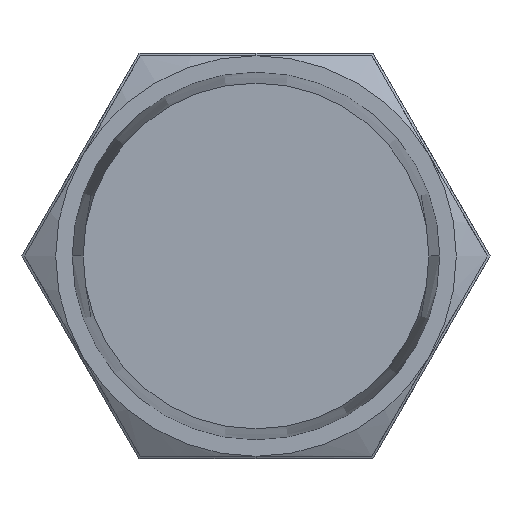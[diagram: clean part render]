
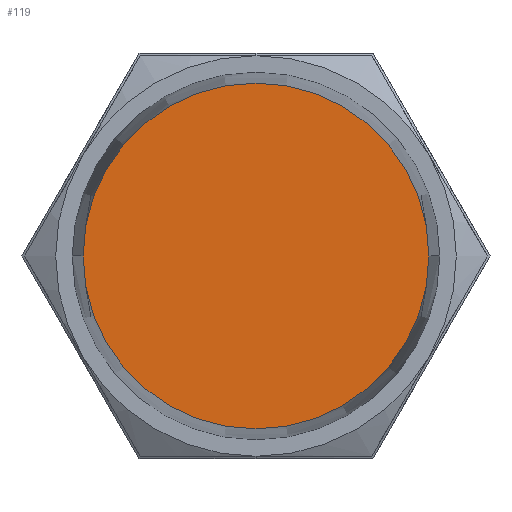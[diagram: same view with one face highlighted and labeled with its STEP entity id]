
A CAD part, front view. The second image highlights one B-rep face of the part: STEP entity #119.
In plain terms, the highlighted planar face has unit normal (0, -1, 0).
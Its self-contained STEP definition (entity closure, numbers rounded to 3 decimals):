
#69 = EDGE_CURVE ( 'NONE', #103, #104, #536, .T. ) ;
#88 = EDGE_CURVE ( 'NONE', #104, #103, #709, .T. ) ;
#103 = VERTEX_POINT ( 'NONE', #659 ) ;
#104 = VERTEX_POINT ( 'NONE', #598 ) ;
#118 = ORIENTED_EDGE ( 'NONE', *, *, #88, .F. ) ;
#119 = ADVANCED_FACE ( 'NONE', ( #588 ), #587, .T. ) ;
#120 = ORIENTED_EDGE ( 'NONE', *, *, #69, .F. ) ;
#210 = EDGE_LOOP ( 'NONE', ( #120, #118 ) ) ;
#521 = CARTESIAN_POINT ( 'NONE',  ( 0., -50.528, 0. ) ) ;
#536 = CIRCLE ( 'NONE', #673, 9.48 ) ;
#567 = CARTESIAN_POINT ( 'NONE',  ( 0., -50.528, 0. ) ) ;
#568 = AXIS2_PLACEMENT_3D ( 'NONE', #567, #627, #626 ) ;
#587 = PLANE ( 'NONE',  #568 ) ;
#588 = FACE_OUTER_BOUND ( 'NONE', #210, .T. ) ;
#598 = CARTESIAN_POINT ( 'NONE',  ( 9.48, -50.528, 0. ) ) ;
#626 = DIRECTION ( 'NONE',  ( 1., 0., 0. ) ) ;
#627 = DIRECTION ( 'NONE',  ( 0., -1., 0. ) ) ;
#659 = CARTESIAN_POINT ( 'NONE',  ( -9.48, -50.528, 0. ) ) ;
#671 = DIRECTION ( 'NONE',  ( -1., 0., 0. ) ) ;
#672 = DIRECTION ( 'NONE',  ( 0., 1., 0. ) ) ;
#673 = AXIS2_PLACEMENT_3D ( 'NONE', #521, #672, #671 ) ;
#691 = DIRECTION ( 'NONE',  ( -1., 0., 0. ) ) ;
#692 = DIRECTION ( 'NONE',  ( 0., 1., 0. ) ) ;
#693 = CARTESIAN_POINT ( 'NONE',  ( 0., -50.528, 0. ) ) ;
#694 = AXIS2_PLACEMENT_3D ( 'NONE', #693, #692, #691 ) ;
#709 = CIRCLE ( 'NONE', #694, 9.48 ) ;
